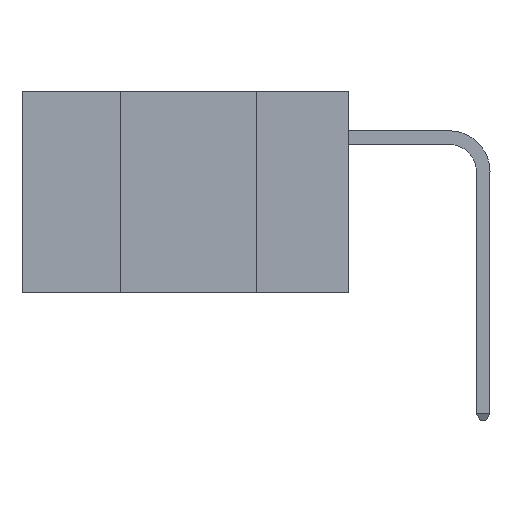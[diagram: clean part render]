
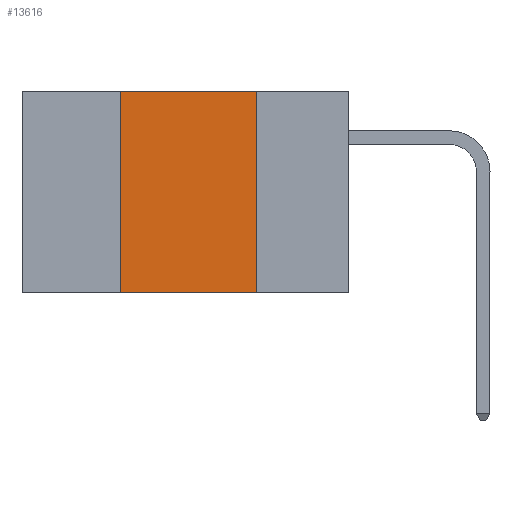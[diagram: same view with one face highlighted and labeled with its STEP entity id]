
A CAD part, left-side view. The second image highlights one B-rep face of the part: STEP entity #13616.
In plain terms, the highlighted planar face has unit normal (-1, 0, 0).
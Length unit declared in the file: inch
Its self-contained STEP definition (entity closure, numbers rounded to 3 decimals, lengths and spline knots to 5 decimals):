
#1249 = ORIENTED_EDGE ( 'NONE', *, *, #6004, .F. ) ;
#3066 = VECTOR ( 'NONE', #9043, 39.37008 ) ;
#4901 = VERTEX_POINT ( 'NONE', #23999 ) ;
#5009 = VERTEX_POINT ( 'NONE', #15828 ) ;
#6004 = EDGE_CURVE ( 'NONE', #17184, #5009, #36281, .T. ) ;
#6772 = CARTESIAN_POINT ( 'NONE',  ( 0., 0.6, -0.37 ) ) ;
#6902 = DIRECTION ( 'NONE',  ( 0., -1., 0. ) ) ;
#9043 = DIRECTION ( 'NONE',  ( 0., -1., 0. ) ) ;
#9214 = AXIS2_PLACEMENT_3D ( 'NONE', #12928, #13201, #34017 ) ;
#10561 = EDGE_CURVE ( 'NONE', #4901, #10595, #21987, .T. ) ;
#10595 = VERTEX_POINT ( 'NONE', #30389 ) ;
#11030 = LINE ( 'NONE', #36130, #3066 ) ;
#12312 = DIRECTION ( 'NONE',  ( 0., 0., -1. ) ) ;
#12928 = CARTESIAN_POINT ( 'NONE',  ( 0., 0.6, 0. ) ) ;
#13201 = DIRECTION ( 'NONE',  ( 1., 0., 0. ) ) ;
#13616 = ADVANCED_FACE ( 'NONE', ( #17119 ), #30615, .F. ) ;
#15828 = CARTESIAN_POINT ( 'NONE',  ( 0., 0.42, 0. ) ) ;
#16165 = DIRECTION ( 'NONE',  ( 0., 0., 1. ) ) ;
#17119 = FACE_OUTER_BOUND ( 'NONE', #31821, .T. ) ;
#17184 = VERTEX_POINT ( 'NONE', #20565 ) ;
#20565 = CARTESIAN_POINT ( 'NONE',  ( 0., 0.42, -0.37 ) ) ;
#21569 = ORIENTED_EDGE ( 'NONE', *, *, #37043, .F. ) ;
#21987 = LINE ( 'NONE', #30134, #26132 ) ;
#22267 = CARTESIAN_POINT ( 'NONE',  ( 0., 0.42, 0. ) ) ;
#22761 = LINE ( 'NONE', #6772, #30677 ) ;
#23999 = CARTESIAN_POINT ( 'NONE',  ( 0., 0.17, 0. ) ) ;
#26132 = VECTOR ( 'NONE', #12312, 39.37008 ) ;
#27267 = ORIENTED_EDGE ( 'NONE', *, *, #33925, .T. ) ;
#30134 = CARTESIAN_POINT ( 'NONE',  ( 0., 0.17, 0. ) ) ;
#30389 = CARTESIAN_POINT ( 'NONE',  ( 0., 0.17, -0.37 ) ) ;
#30615 = PLANE ( 'NONE',  #9214 ) ;
#30677 = VECTOR ( 'NONE', #6902, 39.37008 ) ;
#31150 = VECTOR ( 'NONE', #16165, 39.37008 ) ;
#31821 = EDGE_LOOP ( 'NONE', ( #34645, #21569, #1249, #27267 ) ) ;
#33925 = EDGE_CURVE ( 'NONE', #17184, #10595, #22761, .T. ) ;
#34017 = DIRECTION ( 'NONE',  ( 0., 0., -1. ) ) ;
#34645 = ORIENTED_EDGE ( 'NONE', *, *, #10561, .F. ) ;
#36130 = CARTESIAN_POINT ( 'NONE',  ( 0., 0.6, 0. ) ) ;
#36281 = LINE ( 'NONE', #22267, #31150 ) ;
#37043 = EDGE_CURVE ( 'NONE', #5009, #4901, #11030, .T. ) ;
